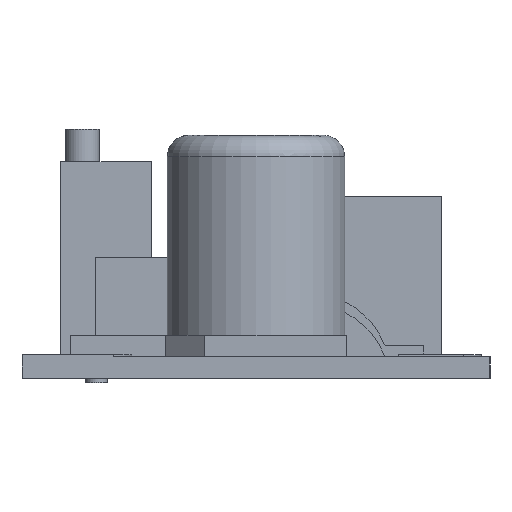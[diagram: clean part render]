
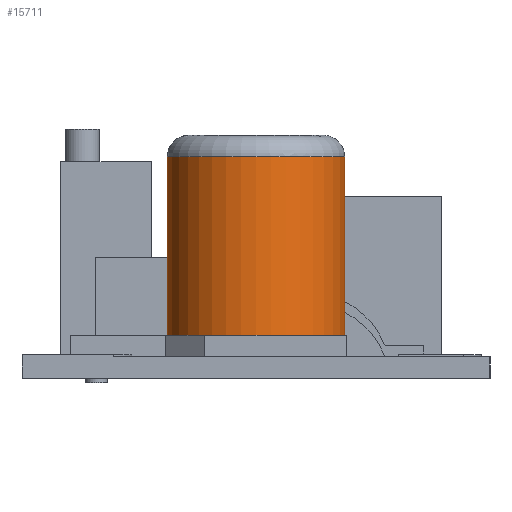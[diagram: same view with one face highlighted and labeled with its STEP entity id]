
A CAD part, left-side view. The second image highlights one B-rep face of the part: STEP entity #15711.
In plain terms, the highlighted cylindrical face has radius 4.105 mm (diameter 8.21 mm), a full revolution.
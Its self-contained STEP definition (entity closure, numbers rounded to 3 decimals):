
#1547=FACE_OUTER_BOUND('',#2446,.T.);
#2446=EDGE_LOOP('',(#10981,#10982,#10983,#10984,#10985,#10986));
#3464=LINE('',#20586,#5215);
#5215=VECTOR('',#17446,4.105);
#6986=CIRCLE('',#16658,4.105);
#6987=CIRCLE('',#16659,4.105);
#6990=CIRCLE('',#16664,4.105);
#6991=CIRCLE('',#16665,4.105);
#7055=VERTEX_POINT('',#20571);
#7056=VERTEX_POINT('',#20573);
#7059=VERTEX_POINT('',#20583);
#7060=VERTEX_POINT('',#20584);
#8622=EDGE_CURVE('',#7056,#7055,#6986,.T.);
#8623=EDGE_CURVE('',#7055,#7056,#6987,.T.);
#8627=EDGE_CURVE('',#7059,#7060,#6990,.T.);
#8628=EDGE_CURVE('',#7060,#7056,#3464,.T.);
#8629=EDGE_CURVE('',#7060,#7059,#6991,.T.);
#10981=ORIENTED_EDGE('',*,*,#8627,.T.);
#10982=ORIENTED_EDGE('',*,*,#8628,.T.);
#10983=ORIENTED_EDGE('',*,*,#8622,.T.);
#10984=ORIENTED_EDGE('',*,*,#8623,.T.);
#10985=ORIENTED_EDGE('',*,*,#8628,.F.);
#10986=ORIENTED_EDGE('',*,*,#8629,.T.);
#15597=CYLINDRICAL_SURFACE('',#16663,4.105);
#15711=ADVANCED_FACE('',(#1547),#15597,.T.);
#16658=AXIS2_PLACEMENT_3D('',#20574,#17431,#17432);
#16659=AXIS2_PLACEMENT_3D('',#20575,#17433,#17434);
#16663=AXIS2_PLACEMENT_3D('',#20582,#17442,#17443);
#16664=AXIS2_PLACEMENT_3D('',#20585,#17444,#17445);
#16665=AXIS2_PLACEMENT_3D('',#20587,#17447,#17448);
#17431=DIRECTION('center_axis',(0.,0.,-1.));
#17432=DIRECTION('ref_axis',(1.,0.,0.));
#17433=DIRECTION('center_axis',(0.,0.,-1.));
#17434=DIRECTION('ref_axis',(1.,0.,0.));
#17442=DIRECTION('center_axis',(0.,0.,-1.));
#17443=DIRECTION('ref_axis',(-1.,0.,0.));
#17444=DIRECTION('center_axis',(0.,0.,1.));
#17445=DIRECTION('ref_axis',(1.,0.,0.));
#17446=DIRECTION('',(0.,0.,1.));
#17447=DIRECTION('center_axis',(0.,0.,1.));
#17448=DIRECTION('ref_axis',(1.,0.,0.));
#20571=CARTESIAN_POINT('',(-21.331,0.,10.22));
#20573=CARTESIAN_POINT('',(-13.121,0.,10.22));
#20574=CARTESIAN_POINT('Origin',(-17.226,0.,10.22));
#20575=CARTESIAN_POINT('Origin',(-17.226,0.,10.22));
#20582=CARTESIAN_POINT('Origin',(-17.226,0.,11.22));
#20583=CARTESIAN_POINT('',(-21.331,0.,2.));
#20584=CARTESIAN_POINT('',(-13.121,0.,2.));
#20585=CARTESIAN_POINT('Origin',(-17.226,0.,2.));
#20586=CARTESIAN_POINT('',(-13.121,0.,11.22));
#20587=CARTESIAN_POINT('Origin',(-17.226,0.,2.));
